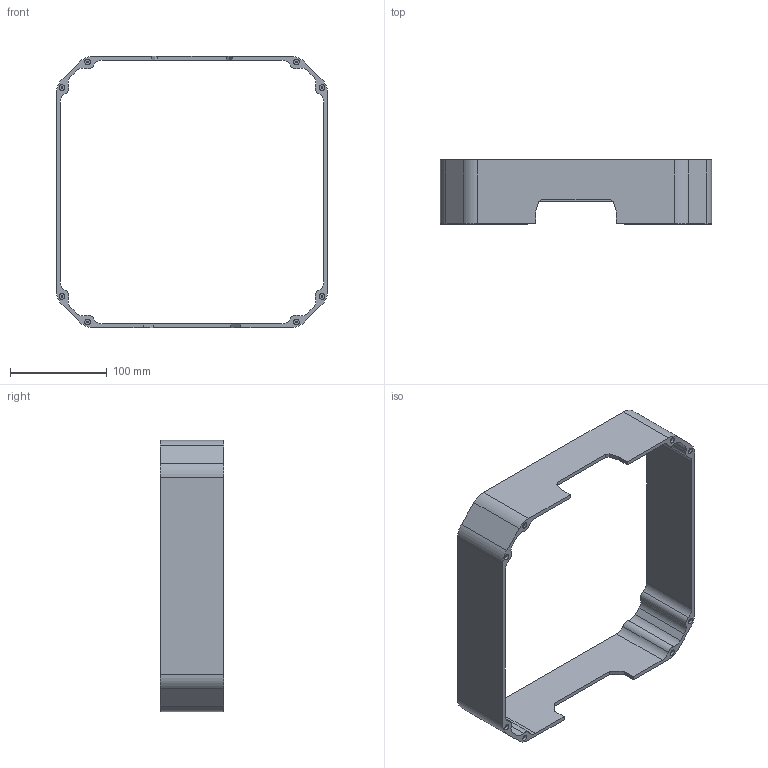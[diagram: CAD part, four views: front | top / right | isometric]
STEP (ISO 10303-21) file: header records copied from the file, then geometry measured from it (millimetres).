
FILE_DESCRIPTION(/* description */ ('','CAx-IF Rec.Pracs.---Representation and Presentation of Product Manufacturing Information (PMI)---4.0---2014-10-13'),/* implementation_level */ '2;1');
FILE_NAME(/* name */ 'Hexabackpack_Backplate_Wall.step',/* time_stamp */ '2025-03-03T18:44:00+01:00',/* author */ (''),/* organization */ (''),/* preprocessor_version */ 'ST-DEVELOPER v20',/* originating_system */ 'Autodesk Translation Framework v13.20.0.188',/* authorisation */ '');
FILE_SCHEMA (('AP242_MANAGED_MODEL_BASED_3D_ENGINEERING_MIM_LF { 1 0 10303 442 1 1 4 }'));
Length unit declared in the file: millimetre
Products named in the file (1): Hexabackpack_Backplate_Wall
Bounding box: 280 x 66 x 280 mm (x, y, z)
Volume: 305264 mm3; surface area: 139255.4 mm2
Topology: 1 solids, 1 shells, 131 faces, 294 edges, 196 vertices
Faces by surface type: plane 67, cylinder 64
Full cylindrical faces by diameter (mm): 1.8 x8, 3.1 x8, 4.7 x8, 6.1 x8
Entity records: 3733 total; most frequent: DIRECTION 686, CARTESIAN_POINT 622, ORIENTED_EDGE 588, EDGE_CURVE 294, AXIS2_PLACEMENT_3D 260, VERTEX_POINT 196, LINE 166, VECTOR 166
